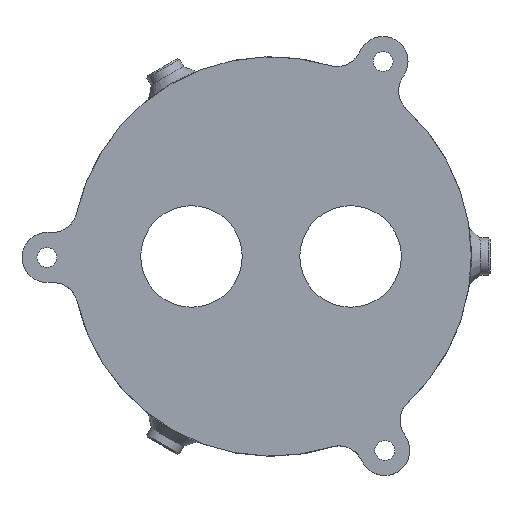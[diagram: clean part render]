
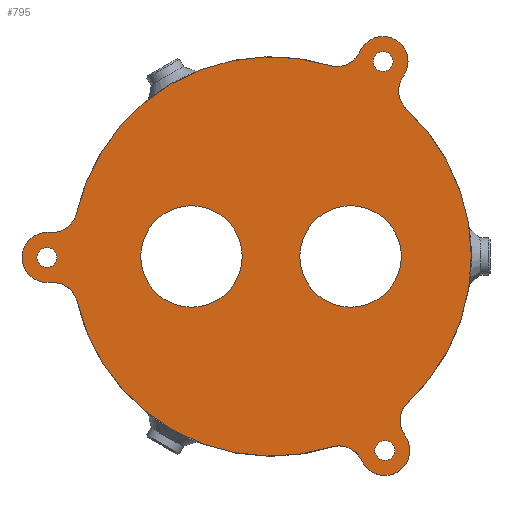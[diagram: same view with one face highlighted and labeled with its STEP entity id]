
A CAD part, top view. The second image highlights one B-rep face of the part: STEP entity #795.
In plain terms, the highlighted planar face has unit normal (0, 0, 1).
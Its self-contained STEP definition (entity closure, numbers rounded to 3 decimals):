
#46=FACE_BOUND('',#234,.T.);
#47=FACE_BOUND('',#235,.T.);
#48=FACE_BOUND('',#236,.T.);
#49=FACE_BOUND('',#237,.T.);
#50=FACE_BOUND('',#238,.T.);
#72=LINE('',#1318,#121);
#73=LINE('',#1323,#122);
#74=LINE('',#1331,#123);
#75=LINE('',#1335,#124);
#76=LINE('',#1343,#125);
#77=LINE('',#1347,#126);
#121=VECTOR('',#1007,10.);
#122=VECTOR('',#1012,10.);
#123=VECTOR('',#1019,10.);
#124=VECTOR('',#1022,10.);
#125=VECTOR('',#1029,10.);
#126=VECTOR('',#1032,10.);
#165=PLANE('',#875);
#184=FACE_OUTER_BOUND('',#233,.T.);
#233=EDGE_LOOP('',(#593,#594,#595,#596,#597,#598,#599,#600,#601,#602,#603,
#604,#605,#606,#607,#608,#609,#610));
#234=EDGE_LOOP('',(#611));
#235=EDGE_LOOP('',(#612));
#236=EDGE_LOOP('',(#613));
#237=EDGE_LOOP('',(#614));
#238=EDGE_LOOP('',(#615));
#307=CIRCLE('',#873,4.);
#308=CIRCLE('',#876,4.);
#309=CIRCLE('',#877,4.);
#310=CIRCLE('',#878,32.);
#311=CIRCLE('',#879,4.);
#312=CIRCLE('',#880,4.);
#313=CIRCLE('',#881,4.);
#314=CIRCLE('',#882,32.);
#315=CIRCLE('',#883,4.);
#316=CIRCLE('',#884,4.);
#317=CIRCLE('',#885,4.);
#318=CIRCLE('',#886,32.);
#319=CIRCLE('',#887,1.6);
#320=CIRCLE('',#888,1.6);
#321=CIRCLE('',#889,1.6);
#322=CIRCLE('',#890,8.14);
#323=CIRCLE('',#891,8.14);
#384=VERTEX_POINT('',#1310);
#385=VERTEX_POINT('',#1312);
#386=VERTEX_POINT('',#1316);
#387=VERTEX_POINT('',#1320);
#388=VERTEX_POINT('',#1322);
#389=VERTEX_POINT('',#1324);
#390=VERTEX_POINT('',#1326);
#391=VERTEX_POINT('',#1328);
#392=VERTEX_POINT('',#1330);
#393=VERTEX_POINT('',#1332);
#394=VERTEX_POINT('',#1334);
#395=VERTEX_POINT('',#1336);
#396=VERTEX_POINT('',#1338);
#397=VERTEX_POINT('',#1340);
#398=VERTEX_POINT('',#1342);
#399=VERTEX_POINT('',#1344);
#400=VERTEX_POINT('',#1346);
#401=VERTEX_POINT('',#1348);
#402=VERTEX_POINT('',#1351);
#403=VERTEX_POINT('',#1353);
#404=VERTEX_POINT('',#1355);
#405=VERTEX_POINT('',#1357);
#406=VERTEX_POINT('',#1359);
#465=EDGE_CURVE('',#384,#385,#307,.T.);
#468=EDGE_CURVE('',#386,#384,#72,.T.);
#469=EDGE_CURVE('',#387,#386,#308,.T.);
#470=EDGE_CURVE('',#387,#388,#73,.T.);
#471=EDGE_CURVE('',#389,#388,#309,.T.);
#472=EDGE_CURVE('',#389,#390,#310,.T.);
#473=EDGE_CURVE('',#391,#390,#311,.T.);
#474=EDGE_CURVE('',#392,#391,#74,.T.);
#475=EDGE_CURVE('',#393,#392,#312,.T.);
#476=EDGE_CURVE('',#393,#394,#75,.T.);
#477=EDGE_CURVE('',#395,#394,#313,.T.);
#478=EDGE_CURVE('',#395,#396,#314,.T.);
#479=EDGE_CURVE('',#397,#396,#315,.T.);
#480=EDGE_CURVE('',#398,#397,#76,.T.);
#481=EDGE_CURVE('',#399,#398,#316,.T.);
#482=EDGE_CURVE('',#399,#400,#77,.T.);
#483=EDGE_CURVE('',#401,#400,#317,.T.);
#484=EDGE_CURVE('',#401,#385,#318,.T.);
#485=EDGE_CURVE('',#402,#402,#319,.T.);
#486=EDGE_CURVE('',#403,#403,#320,.T.);
#487=EDGE_CURVE('',#404,#404,#321,.T.);
#488=EDGE_CURVE('',#405,#405,#322,.T.);
#489=EDGE_CURVE('',#406,#406,#323,.T.);
#593=ORIENTED_EDGE('',*,*,#469,.F.);
#594=ORIENTED_EDGE('',*,*,#470,.T.);
#595=ORIENTED_EDGE('',*,*,#471,.F.);
#596=ORIENTED_EDGE('',*,*,#472,.T.);
#597=ORIENTED_EDGE('',*,*,#473,.F.);
#598=ORIENTED_EDGE('',*,*,#474,.F.);
#599=ORIENTED_EDGE('',*,*,#475,.F.);
#600=ORIENTED_EDGE('',*,*,#476,.T.);
#601=ORIENTED_EDGE('',*,*,#477,.F.);
#602=ORIENTED_EDGE('',*,*,#478,.T.);
#603=ORIENTED_EDGE('',*,*,#479,.F.);
#604=ORIENTED_EDGE('',*,*,#480,.F.);
#605=ORIENTED_EDGE('',*,*,#481,.F.);
#606=ORIENTED_EDGE('',*,*,#482,.T.);
#607=ORIENTED_EDGE('',*,*,#483,.F.);
#608=ORIENTED_EDGE('',*,*,#484,.T.);
#609=ORIENTED_EDGE('',*,*,#465,.F.);
#610=ORIENTED_EDGE('',*,*,#468,.F.);
#611=ORIENTED_EDGE('',*,*,#485,.T.);
#612=ORIENTED_EDGE('',*,*,#486,.T.);
#613=ORIENTED_EDGE('',*,*,#487,.T.);
#614=ORIENTED_EDGE('',*,*,#488,.T.);
#615=ORIENTED_EDGE('',*,*,#489,.T.);
#795=ADVANCED_FACE('',(#184,#46,#47,#48,#49,#50),#165,.T.);
#873=AXIS2_PLACEMENT_3D('',#1313,#1001,#1002);
#875=AXIS2_PLACEMENT_3D('',#1319,#1008,#1009);
#876=AXIS2_PLACEMENT_3D('',#1321,#1010,#1011);
#877=AXIS2_PLACEMENT_3D('',#1325,#1013,#1014);
#878=AXIS2_PLACEMENT_3D('',#1327,#1015,#1016);
#879=AXIS2_PLACEMENT_3D('',#1329,#1017,#1018);
#880=AXIS2_PLACEMENT_3D('',#1333,#1020,#1021);
#881=AXIS2_PLACEMENT_3D('',#1337,#1023,#1024);
#882=AXIS2_PLACEMENT_3D('',#1339,#1025,#1026);
#883=AXIS2_PLACEMENT_3D('',#1341,#1027,#1028);
#884=AXIS2_PLACEMENT_3D('',#1345,#1030,#1031);
#885=AXIS2_PLACEMENT_3D('',#1349,#1033,#1034);
#886=AXIS2_PLACEMENT_3D('',#1350,#1035,#1036);
#887=AXIS2_PLACEMENT_3D('',#1352,#1037,#1038);
#888=AXIS2_PLACEMENT_3D('',#1354,#1039,#1040);
#889=AXIS2_PLACEMENT_3D('',#1356,#1041,#1042);
#890=AXIS2_PLACEMENT_3D('',#1358,#1043,#1044);
#891=AXIS2_PLACEMENT_3D('',#1360,#1045,#1046);
#1001=DIRECTION('center_axis',(0.,0.,1.));
#1002=DIRECTION('ref_axis',(0.363,0.932,0.));
#1007=DIRECTION('',(-0.5,0.866,0.));
#1008=DIRECTION('center_axis',(0.,0.,1.));
#1009=DIRECTION('ref_axis',(-1.,0.,0.));
#1010=DIRECTION('center_axis',(0.,0.,-1.));
#1011=DIRECTION('ref_axis',(-0.259,-0.966,0.));
#1012=DIRECTION('',(-0.5,0.866,0.));
#1013=DIRECTION('center_axis',(0.,0.,1.));
#1014=DIRECTION('ref_axis',(-0.989,0.147,0.));
#1015=DIRECTION('center_axis',(0.,0.,1.));
#1016=DIRECTION('ref_axis',(-1.,0.,0.));
#1017=DIRECTION('center_axis',(0.,0.,1.));
#1018=DIRECTION('ref_axis',(-0.988,-0.151,0.));
#1019=DIRECTION('',(-0.5,-0.866,0.));
#1020=DIRECTION('center_axis',(0.,0.,-1.));
#1021=DIRECTION('ref_axis',(0.966,0.259,0.));
#1022=DIRECTION('',(-0.5,-0.866,0.));
#1023=DIRECTION('center_axis',(0.,0.,1.));
#1024=DIRECTION('ref_axis',(0.367,-0.93,0.));
#1025=DIRECTION('center_axis',(0.,0.,1.));
#1026=DIRECTION('ref_axis',(-1.,0.,0.));
#1027=DIRECTION('center_axis',(0.,0.,1.));
#1028=DIRECTION('ref_axis',(0.625,-0.78,0.));
#1029=DIRECTION('',(1.,0.,0.));
#1030=DIRECTION('center_axis',(0.,0.,-1.));
#1031=DIRECTION('ref_axis',(-0.707,0.707,0.));
#1032=DIRECTION('',(1.,0.,0.));
#1033=DIRECTION('center_axis',(0.,0.,1.));
#1034=DIRECTION('ref_axis',(0.622,0.783,0.));
#1035=DIRECTION('center_axis',(0.,0.,1.));
#1036=DIRECTION('ref_axis',(-1.,0.,0.));
#1037=DIRECTION('center_axis',(0.,0.,-1.));
#1038=DIRECTION('ref_axis',(0.5,0.866,0.));
#1039=DIRECTION('center_axis',(0.,0.,-1.));
#1040=DIRECTION('ref_axis',(0.5,-0.866,0.));
#1041=DIRECTION('center_axis',(0.,0.,-1.));
#1042=DIRECTION('ref_axis',(-1.,0.,0.));
#1043=DIRECTION('center_axis',(0.,0.,-1.));
#1044=DIRECTION('ref_axis',(-1.,0.,0.));
#1045=DIRECTION('center_axis',(0.,0.,-1.));
#1046=DIRECTION('ref_axis',(-1.,0.,0.));
#1310=CARTESIAN_POINT('',(14.242,-32.349,15.));
#1312=CARTESIAN_POINT('',(9.58,-30.532,15.));
#1313=CARTESIAN_POINT('Origin',(10.778,-34.349,15.));
#1316=CARTESIAN_POINT('',(14.674,-33.097,15.));
#1318=CARTESIAN_POINT('',(12.674,-29.633,15.));
#1319=CARTESIAN_POINT('Origin',(0.,0.,15.));
#1320=CARTESIAN_POINT('',(21.602,-29.097,15.));
#1321=CARTESIAN_POINT('Origin',(18.138,-31.097,15.));
#1322=CARTESIAN_POINT('',(21.134,-28.286,15.));
#1323=CARTESIAN_POINT('',(19.602,-25.633,15.));
#1324=CARTESIAN_POINT('',(21.865,-23.365,15.));
#1325=CARTESIAN_POINT('Origin',(24.598,-26.286,15.));
#1326=CARTESIAN_POINT('',(21.652,23.563,15.));
#1327=CARTESIAN_POINT('Origin',(0.,0.,15.));
#1328=CARTESIAN_POINT('',(20.894,28.508,15.));
#1329=CARTESIAN_POINT('Origin',(24.358,26.508,15.));
#1330=CARTESIAN_POINT('',(21.326,29.257,15.));
#1331=CARTESIAN_POINT('',(19.326,25.793,15.));
#1332=CARTESIAN_POINT('',(14.398,33.257,15.));
#1333=CARTESIAN_POINT('Origin',(17.862,31.257,15.));
#1334=CARTESIAN_POINT('',(13.929,32.445,15.));
#1335=CARTESIAN_POINT('',(12.398,29.793,15.));
#1336=CARTESIAN_POINT('',(9.303,30.618,15.));
#1337=CARTESIAN_POINT('Origin',(10.465,34.445,15.));
#1338=CARTESIAN_POINT('',(-31.232,6.969,15.));
#1339=CARTESIAN_POINT('Origin',(0.,0.,15.));
#1340=CARTESIAN_POINT('',(-35.136,3.841,15.));
#1341=CARTESIAN_POINT('Origin',(-35.136,7.841,15.));
#1342=CARTESIAN_POINT('',(-36.,3.841,15.));
#1343=CARTESIAN_POINT('',(-32.,3.841,15.));
#1344=CARTESIAN_POINT('',(-36.,-4.159,15.));
#1345=CARTESIAN_POINT('Origin',(-36.,-0.159,15.));
#1346=CARTESIAN_POINT('',(-35.063,-4.159,15.));
#1347=CARTESIAN_POINT('',(-32.,-4.159,15.));
#1348=CARTESIAN_POINT('',(-31.167,-7.253,15.));
#1349=CARTESIAN_POINT('Origin',(-35.063,-8.159,15.));
#1350=CARTESIAN_POINT('Origin',(0.,0.,15.));
#1351=CARTESIAN_POINT('',(17.062,29.871,15.));
#1352=CARTESIAN_POINT('Origin',(17.862,31.257,15.));
#1353=CARTESIAN_POINT('',(17.338,-29.712,15.));
#1354=CARTESIAN_POINT('Origin',(18.138,-31.097,15.));
#1355=CARTESIAN_POINT('',(-34.4,-0.159,15.));
#1356=CARTESIAN_POINT('Origin',(-36.,-0.159,15.));
#1357=CARTESIAN_POINT('',(-4.7,0.,15.));
#1358=CARTESIAN_POINT('Origin',(-12.84,0.,15.));
#1359=CARTESIAN_POINT('',(20.8,0.,15.));
#1360=CARTESIAN_POINT('Origin',(12.66,0.,15.));
